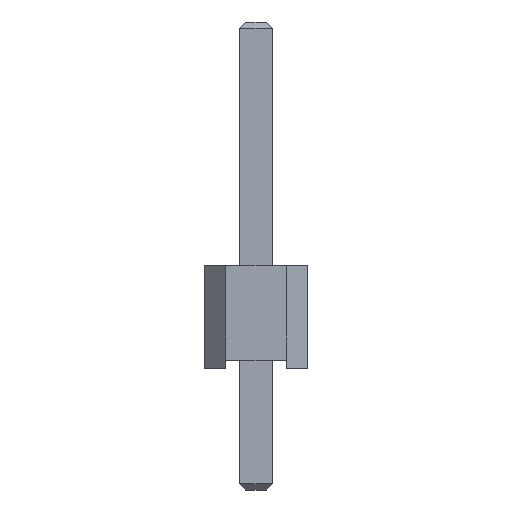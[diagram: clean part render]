
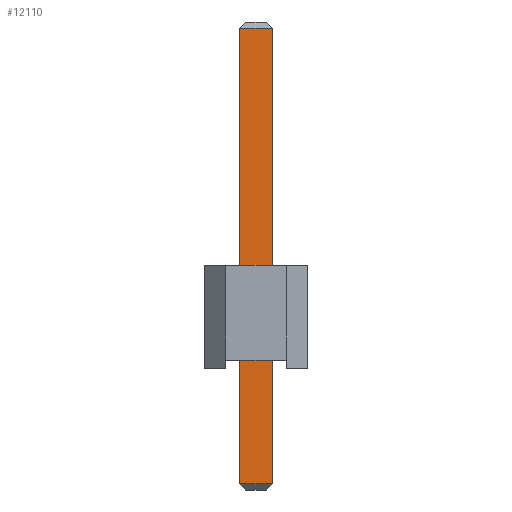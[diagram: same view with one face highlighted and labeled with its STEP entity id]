
A CAD part, front view. The second image highlights one B-rep face of the part: STEP entity #12110.
In plain terms, the highlighted planar face has unit normal (0, -1, 0).
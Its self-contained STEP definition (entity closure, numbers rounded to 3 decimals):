
#11698 = PLANE('',#11699);
#11699 = AXIS2_PLACEMENT_3D('',#11700,#11701,#11702);
#11700 = CARTESIAN_POINT('',(-0.4,-0.4,-3.));
#11701 = DIRECTION('',(-1.,0.,0.));
#11702 = DIRECTION('',(0.,1.,0.));
#11754 = PLANE('',#11755);
#11755 = AXIS2_PLACEMENT_3D('',#11756,#11757,#11758);
#11756 = CARTESIAN_POINT('',(0.4,0.4,-3.));
#11757 = DIRECTION('',(1.,0.,0.));
#11758 = DIRECTION('',(0.,-1.,0.));
#11795 = EDGE_CURVE('',#11796,#11798,#11800,.T.);
#11796 = VERTEX_POINT('',#11797);
#11797 = CARTESIAN_POINT('',(-0.4,-0.4,-2.85));
#11798 = VERTEX_POINT('',#11799);
#11799 = CARTESIAN_POINT('',(-0.4,-0.4,8.39));
#11800 = SURFACE_CURVE('',#11801,(#11805,#11812),.PCURVE_S1.);
#11801 = LINE('',#11802,#11803);
#11802 = CARTESIAN_POINT('',(-0.4,-0.4,-3.));
#11803 = VECTOR('',#11804,1.);
#11804 = DIRECTION('',(0.,0.,1.));
#11805 = PCURVE('',#11698,#11806);
#11806 = DEFINITIONAL_REPRESENTATION('',(#11807),#11811);
#11807 = LINE('',#11808,#11809);
#11808 = CARTESIAN_POINT('',(0.,0.));
#11809 = VECTOR('',#11810,1.);
#11810 = DIRECTION('',(0.,-1.));
#11811 = ( GEOMETRIC_REPRESENTATION_CONTEXT(2) 
PARAMETRIC_REPRESENTATION_CONTEXT() REPRESENTATION_CONTEXT('2D SPACE',''
  ) );
#11812 = PCURVE('',#11813,#11818);
#11813 = PLANE('',#11814);
#11814 = AXIS2_PLACEMENT_3D('',#11815,#11816,#11817);
#11815 = CARTESIAN_POINT('',(0.4,-0.4,-3.));
#11816 = DIRECTION('',(0.,-1.,0.));
#11817 = DIRECTION('',(-1.,0.,0.));
#11818 = DEFINITIONAL_REPRESENTATION('',(#11819),#11823);
#11819 = LINE('',#11820,#11821);
#11820 = CARTESIAN_POINT('',(0.8,0.));
#11821 = VECTOR('',#11822,1.);
#11822 = DIRECTION('',(0.,-1.));
#11823 = ( GEOMETRIC_REPRESENTATION_CONTEXT(2) 
PARAMETRIC_REPRESENTATION_CONTEXT() REPRESENTATION_CONTEXT('2D SPACE',''
  ) );
#12045 = VERTEX_POINT('',#12046);
#12046 = CARTESIAN_POINT('',(0.4,-0.4,8.39));
#12067 = EDGE_CURVE('',#12068,#12045,#12070,.T.);
#12068 = VERTEX_POINT('',#12069);
#12069 = CARTESIAN_POINT('',(0.4,-0.4,-2.85));
#12070 = SURFACE_CURVE('',#12071,(#12075,#12082),.PCURVE_S1.);
#12071 = LINE('',#12072,#12073);
#12072 = CARTESIAN_POINT('',(0.4,-0.4,-3.));
#12073 = VECTOR('',#12074,1.);
#12074 = DIRECTION('',(0.,0.,1.));
#12075 = PCURVE('',#11754,#12076);
#12076 = DEFINITIONAL_REPRESENTATION('',(#12077),#12081);
#12077 = LINE('',#12078,#12079);
#12078 = CARTESIAN_POINT('',(0.8,0.));
#12079 = VECTOR('',#12080,1.);
#12080 = DIRECTION('',(0.,-1.));
#12081 = ( GEOMETRIC_REPRESENTATION_CONTEXT(2) 
PARAMETRIC_REPRESENTATION_CONTEXT() REPRESENTATION_CONTEXT('2D SPACE',''
  ) );
#12082 = PCURVE('',#11813,#12083);
#12083 = DEFINITIONAL_REPRESENTATION('',(#12084),#12088);
#12084 = LINE('',#12085,#12086);
#12085 = CARTESIAN_POINT('',(0.,-0.));
#12086 = VECTOR('',#12087,1.);
#12087 = DIRECTION('',(0.,-1.));
#12088 = ( GEOMETRIC_REPRESENTATION_CONTEXT(2) 
PARAMETRIC_REPRESENTATION_CONTEXT() REPRESENTATION_CONTEXT('2D SPACE',''
  ) );
#12110 = ADVANCED_FACE('',(#12111),#11813,.T.);
#12111 = FACE_BOUND('',#12112,.T.);
#12112 = EDGE_LOOP('',(#12113,#12114,#12140,#12141));
#12113 = ORIENTED_EDGE('',*,*,#12067,.T.);
#12114 = ORIENTED_EDGE('',*,*,#12115,.T.);
#12115 = EDGE_CURVE('',#12045,#11798,#12116,.T.);
#12116 = SURFACE_CURVE('',#12117,(#12121,#12128),.PCURVE_S1.);
#12117 = LINE('',#12118,#12119);
#12118 = CARTESIAN_POINT('',(0.4,-0.4,8.39));
#12119 = VECTOR('',#12120,1.);
#12120 = DIRECTION('',(-1.,0.,0.));
#12121 = PCURVE('',#11813,#12122);
#12122 = DEFINITIONAL_REPRESENTATION('',(#12123),#12127);
#12123 = LINE('',#12124,#12125);
#12124 = CARTESIAN_POINT('',(0.,-11.39));
#12125 = VECTOR('',#12126,1.);
#12126 = DIRECTION('',(1.,0.));
#12127 = ( GEOMETRIC_REPRESENTATION_CONTEXT(2) 
PARAMETRIC_REPRESENTATION_CONTEXT() REPRESENTATION_CONTEXT('2D SPACE',''
  ) );
#12128 = PCURVE('',#12129,#12134);
#12129 = PLANE('',#12130);
#12130 = AXIS2_PLACEMENT_3D('',#12131,#12132,#12133);
#12131 = CARTESIAN_POINT('',(0.4,-0.325,8.465));
#12132 = DIRECTION('',(0.,-0.707,0.707));
#12133 = DIRECTION('',(1.,0.,0.));
#12134 = DEFINITIONAL_REPRESENTATION('',(#12135),#12139);
#12135 = LINE('',#12136,#12137);
#12136 = CARTESIAN_POINT('',(-0.,-0.106));
#12137 = VECTOR('',#12138,1.);
#12138 = DIRECTION('',(-1.,0.));
#12139 = ( GEOMETRIC_REPRESENTATION_CONTEXT(2) 
PARAMETRIC_REPRESENTATION_CONTEXT() REPRESENTATION_CONTEXT('2D SPACE',''
  ) );
#12140 = ORIENTED_EDGE('',*,*,#11795,.F.);
#12141 = ORIENTED_EDGE('',*,*,#12142,.F.);
#12142 = EDGE_CURVE('',#12068,#11796,#12143,.T.);
#12143 = SURFACE_CURVE('',#12144,(#12148,#12155),.PCURVE_S1.);
#12144 = LINE('',#12145,#12146);
#12145 = CARTESIAN_POINT('',(0.4,-0.4,-2.85));
#12146 = VECTOR('',#12147,1.);
#12147 = DIRECTION('',(-1.,0.,0.));
#12148 = PCURVE('',#11813,#12149);
#12149 = DEFINITIONAL_REPRESENTATION('',(#12150),#12154);
#12150 = LINE('',#12151,#12152);
#12151 = CARTESIAN_POINT('',(0.,-0.15));
#12152 = VECTOR('',#12153,1.);
#12153 = DIRECTION('',(1.,0.));
#12154 = ( GEOMETRIC_REPRESENTATION_CONTEXT(2) 
PARAMETRIC_REPRESENTATION_CONTEXT() REPRESENTATION_CONTEXT('2D SPACE',''
  ) );
#12155 = PCURVE('',#12156,#12161);
#12156 = PLANE('',#12157);
#12157 = AXIS2_PLACEMENT_3D('',#12158,#12159,#12160);
#12158 = CARTESIAN_POINT('',(0.4,-0.325,-2.925));
#12159 = DIRECTION('',(0.,0.707,0.707)
  );
#12160 = DIRECTION('',(1.,0.,0.));
#12161 = DEFINITIONAL_REPRESENTATION('',(#12162),#12166);
#12162 = LINE('',#12163,#12164);
#12163 = CARTESIAN_POINT('',(-0.,-0.106));
#12164 = VECTOR('',#12165,1.);
#12165 = DIRECTION('',(-1.,0.));
#12166 = ( GEOMETRIC_REPRESENTATION_CONTEXT(2) 
PARAMETRIC_REPRESENTATION_CONTEXT() REPRESENTATION_CONTEXT('2D SPACE',''
  ) );
